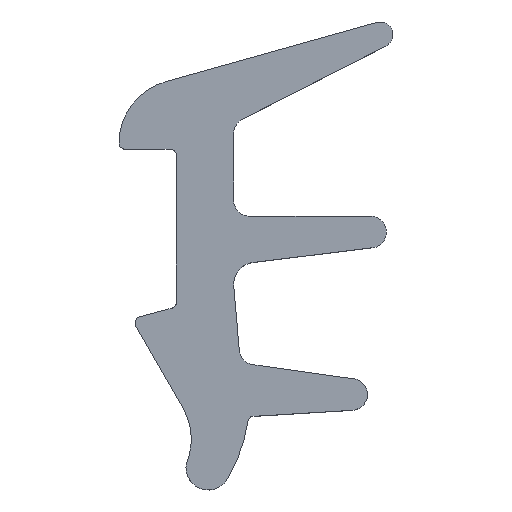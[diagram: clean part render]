
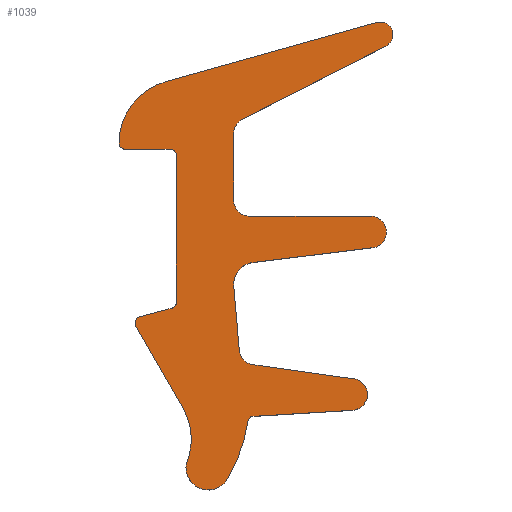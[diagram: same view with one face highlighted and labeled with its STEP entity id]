
A CAD part, top view. The second image highlights one B-rep face of the part: STEP entity #1039.
In plain terms, the highlighted planar face has unit normal (0, 0, 1).
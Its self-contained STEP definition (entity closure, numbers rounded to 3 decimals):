
#73=CARTESIAN_POINT('',(-1.756,-2.948,2.0));
#74=VERTEX_POINT('',#73);
#75=CARTESIAN_POINT('',(-1.869,-1.181,2.0));
#76=VERTEX_POINT('',#75);
#77=CARTESIAN_POINT('',(-3.602,-2.178,2.0));
#78=DIRECTION('',(0.0,0.0,1.0));
#79=DIRECTION('',(-0.923,0.385,0.0));
#80=AXIS2_PLACEMENT_3D('',#77,#78,#79);
#81=CIRCLE('',#80,2.0);
#82=EDGE_CURVE('',#74,#76,#81,.T.);
#115=CARTESIAN_POINT('',(-3.34,1.368,2.0));
#116=VERTEX_POINT('',#115);
#117=CARTESIAN_POINT('',(-1.869,-1.181,2.0));
#118=DIRECTION('',(-0.5,0.866,0.0));
#119=VECTOR('',#118,2.943);
#120=LINE('',#117,#119);
#121=EDGE_CURVE('',#76,#116,#120,.T.);
#146=CARTESIAN_POINT('',(-3.222,1.662,2.0));
#147=VERTEX_POINT('',#146);
#148=CARTESIAN_POINT('',(-3.168,1.47,2.0));
#149=DIRECTION('',(0.0,0.0,-1.0));
#150=DIRECTION('',(-0.271,0.963,0.0));
#151=AXIS2_PLACEMENT_3D('',#148,#149,#150);
#152=CIRCLE('',#151,0.2);
#153=EDGE_CURVE('',#116,#147,#152,.T.);
#179=CARTESIAN_POINT('',(-2.206,1.934,2.0));
#180=VERTEX_POINT('',#179);
#181=CARTESIAN_POINT('',(-3.222,1.662,2.0));
#182=DIRECTION('',(0.966,0.259,0.0));
#183=VECTOR('',#182,1.052);
#184=LINE('',#181,#183);
#185=EDGE_CURVE('',#147,#180,#184,.T.);
#210=CARTESIAN_POINT('',(-2.068,2.125,2.0));
#211=VERTEX_POINT('',#210);
#212=CARTESIAN_POINT('',(-2.268,2.125,2.0));
#213=DIRECTION('',(0.0,0.0,1.));
#214=DIRECTION('',(-0.31,0.951,0.0));
#215=AXIS2_PLACEMENT_3D('',#212,#213,#214);
#216=CIRCLE('',#215,0.2);
#217=EDGE_CURVE('',#180,#211,#216,.T.);
#243=CARTESIAN_POINT('',(-2.068,6.725,2.0));
#244=VERTEX_POINT('',#243);
#245=CARTESIAN_POINT('',(-2.068,2.125,2.0));
#246=DIRECTION('',(0.0,1.0,0.0));
#247=VECTOR('',#246,4.6);
#248=LINE('',#245,#247);
#249=EDGE_CURVE('',#211,#244,#248,.T.);
#274=CARTESIAN_POINT('',(-2.268,6.925,2.0));
#275=VERTEX_POINT('',#274);
#276=CARTESIAN_POINT('',(-2.268,6.725,2.0));
#277=DIRECTION('',(0.0,0.0,1.0));
#278=DIRECTION('',(-1.0,0.0,0.0));
#279=AXIS2_PLACEMENT_3D('',#276,#277,#278);
#280=CIRCLE('',#279,0.2);
#281=EDGE_CURVE('',#244,#275,#280,.T.);
#307=CARTESIAN_POINT('',(-3.668,6.925,2.0));
#308=VERTEX_POINT('',#307);
#309=CARTESIAN_POINT('',(-2.268,6.925,2.0));
#310=DIRECTION('',(-1.0,0.0,0.0));
#311=VECTOR('',#310,1.4);
#312=LINE('',#309,#311);
#313=EDGE_CURVE('',#275,#308,#312,.T.);
#338=CARTESIAN_POINT('',(-3.868,7.125,2.0));
#339=VERTEX_POINT('',#338);
#340=CARTESIAN_POINT('',(-3.668,7.125,2.0));
#341=DIRECTION('',(0.0,0.0,-1.0));
#342=DIRECTION('',(-1.0,0.0,0.0));
#343=AXIS2_PLACEMENT_3D('',#340,#341,#342);
#344=CIRCLE('',#343,0.2);
#345=EDGE_CURVE('',#308,#339,#344,.T.);
#371=CARTESIAN_POINT('',(-2.385,9.057,2.0));
#372=VERTEX_POINT('',#371);
#373=CARTESIAN_POINT('',(-1.868,7.125,2.0));
#374=DIRECTION('',(0.0,0.0,-1.0));
#375=DIRECTION('',(-0.259,0.966,0.0));
#376=AXIS2_PLACEMENT_3D('',#373,#374,#375);
#377=CIRCLE('',#376,2.);
#378=EDGE_CURVE('',#339,#372,#377,.T.);
#404=CARTESIAN_POINT('',(4.223,10.909,2.0));
#405=VERTEX_POINT('',#404);
#406=CARTESIAN_POINT('',(-2.385,9.057,2.0));
#407=DIRECTION('',(0.963,0.27,0.0));
#408=VECTOR('',#407,6.863);
#409=LINE('',#406,#408);
#410=EDGE_CURVE('',#372,#405,#409,.T.);
#435=CARTESIAN_POINT('',(4.499,10.161,2.0));
#436=VERTEX_POINT('',#435);
#437=CARTESIAN_POINT('',(4.332,10.525,2.0));
#438=DIRECTION('',(0.0,0.0,-1.));
#439=DIRECTION('',(0.417,-0.909,0.0));
#440=AXIS2_PLACEMENT_3D('',#437,#438,#439);
#441=CIRCLE('',#440,0.4);
#442=EDGE_CURVE('',#405,#436,#441,.T.);
#468=CARTESIAN_POINT('',(0.005,7.871,2.0));
#469=VERTEX_POINT('',#468);
#470=CARTESIAN_POINT('',(4.499,10.161,2.0));
#471=DIRECTION('',(-0.891,-0.454,0.0));
#472=VECTOR('',#471,5.044);
#473=LINE('',#470,#472);
#474=EDGE_CURVE('',#436,#469,#473,.T.);
#499=CARTESIAN_POINT('',(-0.268,7.426,2.0));
#500=VERTEX_POINT('',#499);
#501=CARTESIAN_POINT('',(0.232,7.426,2.0));
#502=DIRECTION('',(0.0,0.0,1.));
#503=DIRECTION('',(0.454,-0.891,0.0));
#504=AXIS2_PLACEMENT_3D('',#501,#502,#503);
#505=CIRCLE('',#504,0.5);
#506=EDGE_CURVE('',#469,#500,#505,.T.);
#532=CARTESIAN_POINT('',(-0.268,5.325,2.0));
#533=VERTEX_POINT('',#532);
#534=CARTESIAN_POINT('',(-0.268,7.426,2.0));
#535=DIRECTION('',(0.0,-1.0,0.0));
#536=VECTOR('',#535,2.101);
#537=LINE('',#534,#536);
#538=EDGE_CURVE('',#500,#533,#537,.T.);
#563=CARTESIAN_POINT('',(0.232,4.825,2.0));
#564=VERTEX_POINT('',#563);
#565=CARTESIAN_POINT('',(0.232,5.325,2.0));
#566=DIRECTION('',(0.0,0.0,1.0));
#567=DIRECTION('',(1.0,0.0,0.0));
#568=AXIS2_PLACEMENT_3D('',#565,#566,#567);
#569=CIRCLE('',#568,0.5);
#570=EDGE_CURVE('',#533,#564,#569,.T.);
#596=CARTESIAN_POINT('',(4.032,4.825,2.0));
#597=VERTEX_POINT('',#596);
#598=CARTESIAN_POINT('',(0.232,4.825,2.0));
#599=DIRECTION('',(1.0,0.0,0.0));
#600=VECTOR('',#599,3.8);
#601=LINE('',#598,#600);
#602=EDGE_CURVE('',#564,#597,#601,.T.);
#627=CARTESIAN_POINT('',(4.032,3.825,2.0));
#628=VERTEX_POINT('',#627);
#629=CARTESIAN_POINT('',(4.032,4.325,2.0));
#630=DIRECTION('',(0.0,0.0,-1.0));
#631=DIRECTION('',(0.0,-1.0,0.0));
#632=AXIS2_PLACEMENT_3D('',#629,#630,#631);
#633=CIRCLE('',#632,0.5);
#634=EDGE_CURVE('',#597,#628,#633,.T.);
#660=CARTESIAN_POINT('',(0.345,3.372,2.0));
#661=VERTEX_POINT('',#660);
#662=CARTESIAN_POINT('',(4.032,3.825,2.0));
#663=DIRECTION('',(-0.993,-0.122,0.0));
#664=VECTOR('',#663,3.715);
#665=LINE('',#662,#664);
#666=EDGE_CURVE('',#628,#661,#665,.T.);
#691=CARTESIAN_POINT('',(-0.267,2.616,2.0));
#692=VERTEX_POINT('',#691);
#693=CARTESIAN_POINT('',(0.43,2.677,2.0));
#694=DIRECTION('',(0.0,0.0,1.));
#695=DIRECTION('',(0.122,-0.993,0.0));
#696=AXIS2_PLACEMENT_3D('',#693,#694,#695);
#697=CIRCLE('',#696,0.7);
#698=EDGE_CURVE('',#661,#692,#697,.T.);
#724=CARTESIAN_POINT('',(-0.092,0.611,2.0));
#725=VERTEX_POINT('',#724);
#726=CARTESIAN_POINT('',(-0.267,2.616,2.0));
#727=DIRECTION('',(0.087,-0.996,0.0));
#728=VECTOR('',#727,2.013);
#729=LINE('',#726,#728);
#730=EDGE_CURVE('',#692,#725,#729,.T.);
#755=CARTESIAN_POINT('',(0.337,0.16,2.0));
#756=VERTEX_POINT('',#755);
#757=CARTESIAN_POINT('',(0.406,0.655,2.0));
#758=DIRECTION('',(0.0,0.0,1.0));
#759=DIRECTION('',(0.996,0.087,0.0));
#760=AXIS2_PLACEMENT_3D('',#757,#758,#759);
#761=CIRCLE('',#760,0.5);
#762=EDGE_CURVE('',#725,#756,#761,.T.);
#788=CARTESIAN_POINT('',(3.57,-0.295,2.0));
#789=VERTEX_POINT('',#788);
#790=CARTESIAN_POINT('',(0.337,0.16,2.0));
#791=DIRECTION('',(0.99,-0.139,0.0));
#792=VECTOR('',#791,3.265);
#793=LINE('',#790,#792);
#794=EDGE_CURVE('',#756,#789,#793,.T.);
#819=CARTESIAN_POINT('',(3.432,-1.275,2.0));
#820=VERTEX_POINT('',#819);
#821=CARTESIAN_POINT('',(3.432,-0.775,2.0));
#822=DIRECTION('',(0.0,0.0,-1.0));
#823=DIRECTION('',(0.0,-1.0,0.0));
#824=AXIS2_PLACEMENT_3D('',#821,#822,#823);
#825=CIRCLE('',#824,0.5);
#826=EDGE_CURVE('',#789,#820,#825,.T.);
#852=CARTESIAN_POINT('',(0.306,-1.467,2.0));
#853=VERTEX_POINT('',#852);
#854=CARTESIAN_POINT('',(3.432,-1.275,2.0));
#855=DIRECTION('',(-0.998,-0.061,0.0));
#856=VECTOR('',#855,3.132);
#857=LINE('',#854,#856);
#858=EDGE_CURVE('',#820,#853,#857,.T.);
#883=CARTESIAN_POINT('',(0.183,-1.582,2.0));
#884=VERTEX_POINT('',#883);
#885=CARTESIAN_POINT('',(0.369,-1.657,2.0));
#886=DIRECTION('',(0.0,0.0,1.0));
#887=DIRECTION('',(0.312,-0.95,0.0));
#888=AXIS2_PLACEMENT_3D('',#885,#886,#887);
#889=CIRCLE('',#888,0.2);
#890=EDGE_CURVE('',#853,#884,#889,.T.);
#916=CARTESIAN_POINT('',(-0.462,-3.426,2.0));
#917=VERTEX_POINT('',#916);
#918=CARTESIAN_POINT('',(-4.768,-0.885,2.0));
#919=DIRECTION('',(0.0,0.0,-1.));
#920=DIRECTION('',(0.861,-0.508,0.0));
#921=AXIS2_PLACEMENT_3D('',#918,#919,#920);
#922=CIRCLE('',#921,5.);
#923=EDGE_CURVE('',#884,#917,#922,.T.);
#949=CARTESIAN_POINT('',(-1.068,-3.075,2.0));
#950=DIRECTION('',(0.0,0.0,-1.));
#951=DIRECTION('',(-0.983,0.182,0.0));
#952=AXIS2_PLACEMENT_3D('',#949,#950,#951);
#953=CIRCLE('',#952,0.7);
#954=EDGE_CURVE('',#917,#74,#953,.T.);
#1004=CARTESIAN_POINT('',(0.36,4.055,2.0));
#1005=DIRECTION('',(0.0,0.0,1.0));
#1006=DIRECTION('',(1.0,0.0,0.0));
#1007=AXIS2_PLACEMENT_3D('',#1004,#1005,#1006);
#1008=PLANE('',#1007);
#1009=ORIENTED_EDGE('',*,*,#82,.F.);
#1010=ORIENTED_EDGE('',*,*,#954,.F.);
#1011=ORIENTED_EDGE('',*,*,#923,.F.);
#1012=ORIENTED_EDGE('',*,*,#890,.F.);
#1013=ORIENTED_EDGE('',*,*,#858,.F.);
#1014=ORIENTED_EDGE('',*,*,#826,.F.);
#1015=ORIENTED_EDGE('',*,*,#794,.F.);
#1016=ORIENTED_EDGE('',*,*,#762,.F.);
#1017=ORIENTED_EDGE('',*,*,#730,.F.);
#1018=ORIENTED_EDGE('',*,*,#698,.F.);
#1019=ORIENTED_EDGE('',*,*,#666,.F.);
#1020=ORIENTED_EDGE('',*,*,#634,.F.);
#1021=ORIENTED_EDGE('',*,*,#602,.F.);
#1022=ORIENTED_EDGE('',*,*,#570,.F.);
#1023=ORIENTED_EDGE('',*,*,#538,.F.);
#1024=ORIENTED_EDGE('',*,*,#506,.F.);
#1025=ORIENTED_EDGE('',*,*,#474,.F.);
#1026=ORIENTED_EDGE('',*,*,#442,.F.);
#1027=ORIENTED_EDGE('',*,*,#410,.F.);
#1028=ORIENTED_EDGE('',*,*,#378,.F.);
#1029=ORIENTED_EDGE('',*,*,#345,.F.);
#1030=ORIENTED_EDGE('',*,*,#313,.F.);
#1031=ORIENTED_EDGE('',*,*,#281,.F.);
#1032=ORIENTED_EDGE('',*,*,#249,.F.);
#1033=ORIENTED_EDGE('',*,*,#217,.F.);
#1034=ORIENTED_EDGE('',*,*,#185,.F.);
#1035=ORIENTED_EDGE('',*,*,#153,.F.);
#1036=ORIENTED_EDGE('',*,*,#121,.F.);
#1037=EDGE_LOOP('',(#1009,#1010,#1011,#1012,#1013,#1014,#1015,#1016,#1017,#1018,#1019,#1020,#1021,#1022,#1023,#1024,#1025,#1026,#1027,#1028,#1029,#1030,#1031,#1032,#1033,#1034,#1035,#1036));
#1038=FACE_OUTER_BOUND('',#1037,.T.);
#1039=ADVANCED_FACE('',(#1038),#1008,.T.);
